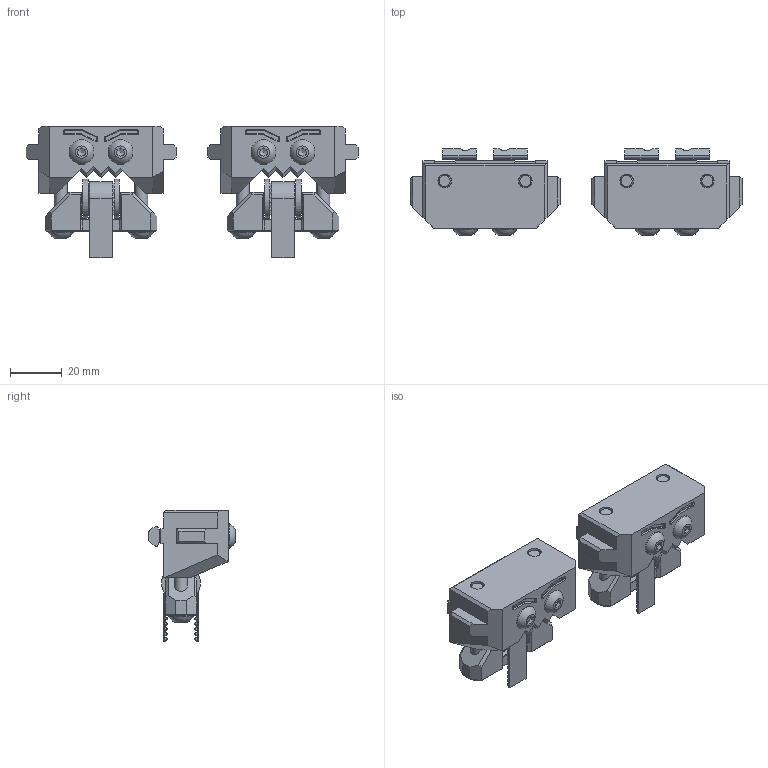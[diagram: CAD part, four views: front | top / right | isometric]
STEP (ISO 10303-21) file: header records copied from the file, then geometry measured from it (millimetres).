
FILE_DESCRIPTION(/* description */ (''),/* implementation_level */ '2;1');
FILE_NAME(/* name */ 'BZI-Chaoticlab Idlers V2.4.step',/* time_stamp */ '2023-08-17T12:44:35-06:00',/* author */ (''),/* organization */ (''),/* preprocessor_version */ 'ST-DEVELOPER v20',/* originating_system */ 'Autodesk Translation Framework v12.9.0.99',/* authorisation */ '');
FILE_SCHEMA (('AUTOMOTIVE_DESIGN { 1 0 10303 214 3 1 1 }'));
Length unit declared in the file: millimetre
Products named in the file (18): BZI-V2.4; Idler_Assembly:1 (1); Idler_Hardware:1 (2); Idler_Assembly:1 (1)_1; Idler_Hardware:1 (2)_1; Z_Belts:1; M5 Nut:1; M5x30 BHCS:1; M5x30 BHCS:2; M5 Nut:2; 2020 Drop-in T-nut, M5 (53):1; 2020 Drop-in T-nut, M5 (53):2; GT2 20T Idler Gates 9mm:1; M5x40 BHCS:1; 5mmx22mm pin:1; M5x40 BHCS:2; Idler_Body:1 (2); Carrier:1
Assembly tree (30 placements, depth 4):
  BZI-V2.4
    Idler_Assembly:1 (1)
      Idler_Hardware:1 (2)
        Z_Belts:1
        M5 Nut:1
        M5x30 BHCS:1
        M5x30 BHCS:2
        M5 Nut:2
        2020 Drop-in T-nut, M5 (53):1
        2020 Drop-in T-nut, M5 (53):2
        GT2 20T Idler Gates 9mm:1
        M5x40 BHCS:1
        5mmx22mm pin:1
        M5x40 BHCS:2
      Idler_Body:1 (2)
      Carrier:1
    Idler_Assembly:1 (1)_1
      Idler_Hardware:1 (2)_1
        Z_Belts:1
        M5 Nut:1
        M5x30 BHCS:1
        M5x30 BHCS:2
        M5 Nut:2
        2020 Drop-in T-nut, M5 (53):1
        2020 Drop-in T-nut, M5 (53):2
        GT2 20T Idler Gates 9mm:1
        M5x40 BHCS:1
        5mmx22mm pin:1
        M5x40 BHCS:2
      Idler_Body:1 (2)
      Carrier:1
Bounding box: 127.7 x 33.45 x 50.65 mm (x, y, z)
Volume: 63840.8 mm3; surface area: 35479.7 mm2
Topology: 26 solids, 26 shells, 2738 faces, 6570 edges, 3910 vertices
Faces by surface type: plane 1358, cone 740, cylinder 616, sphere 8, torus 8, bspline 8
Full cylindrical faces by diameter (mm): 4.2 x4, 5 x18, 5.2 x12, 5.3 x4, 5.8 x4, 8 x2, 8.2 x4, 9 x4, 9.5 x8, 15 x4
Entity records: 40540 total; most frequent: DIRECTION 7445, CARTESIAN_POINT 7369, ORIENTED_EDGE 6558, EDGE_CURVE 3279, AXIS2_PLACEMENT_3D 2841, VERTEX_POINT 1955, LINE 1763, VECTOR 1763
